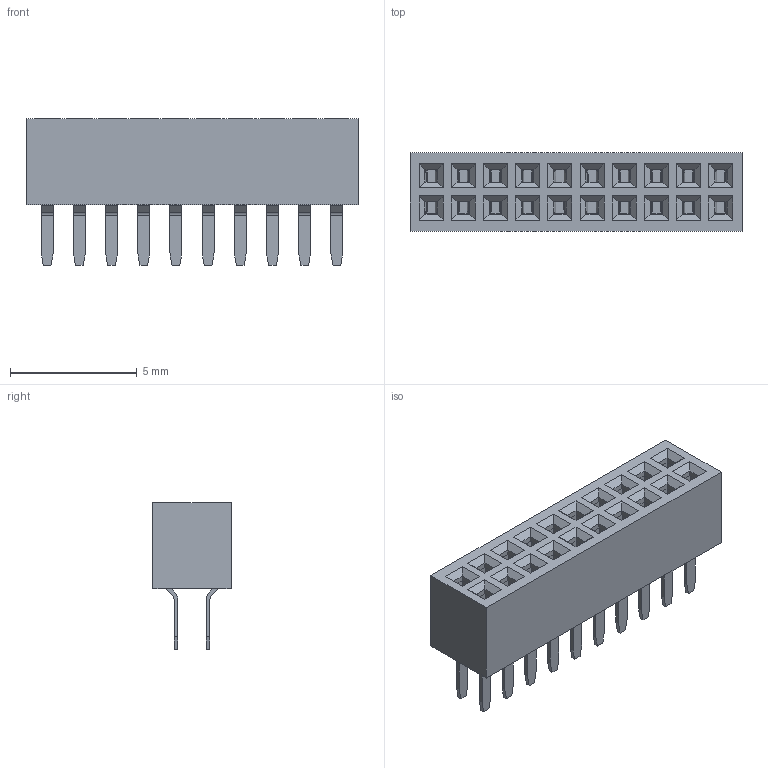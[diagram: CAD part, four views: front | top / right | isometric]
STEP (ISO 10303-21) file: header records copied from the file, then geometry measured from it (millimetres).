
FILE_DESCRIPTION( ('This file contains a STEP AP42 implementation' ,'as created by ZW3D STEP Interface translator.') ,'2;1' );
FILE_NAME( '2334-2XXSXXCUNX1.stp' ,'23 9 5.101324', (''), ('ZWCAD Software Co.'), 'Version 1.0', 'ZW3D to STEP translator', '' );
FILE_SCHEMA(('AUTOMOTIVE_DESIGN { 1 0 10303 214 1 1 1 1 }'));
Length unit declared in the file: millimetre
Products named in the file (1): 0
Bounding box: 13.1 x 3.1 x 5.8 mm (x, y, z)
Surface area: 625.4 mm2 (no closed solid volume)
Topology: 0 solids, 1 shells, 2137 faces, 5754 edges, 3635 vertices
Faces by surface type: plane 1238, bspline 559, cylinder 340
Entity records: 91173 total; most frequent: CARTESIAN_POINT 47946, ORIENTED_EDGE 11998, EDGE_CURVE 5811, B_SPLINE_CURVE_WITH_KNOTS 5409, VERTEX_POINT 3711, DIRECTION 3568, EDGE_LOOP 2181, FACE_OUTER_BOUND 2101
